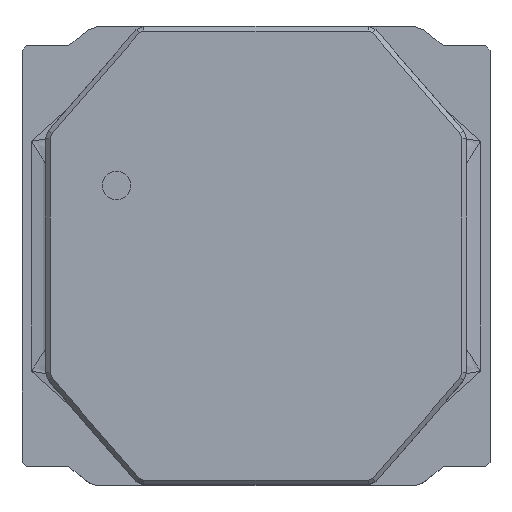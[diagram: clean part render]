
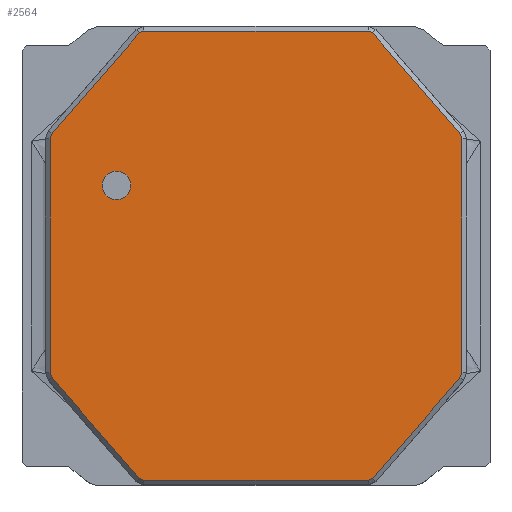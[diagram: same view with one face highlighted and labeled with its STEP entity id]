
A CAD part, top view. The second image highlights one B-rep face of the part: STEP entity #2564.
In plain terms, the highlighted planar face has unit normal (0, 0, 1).
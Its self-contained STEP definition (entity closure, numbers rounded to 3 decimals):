
#1253 = VERTEX_POINT('',#1254);
#1254 = CARTESIAN_POINT('',(2.2,1.25,4.1));
#1260 = EDGE_CURVE('',#1253,#1261,#1263,.T.);
#1261 = VERTEX_POINT('',#1262);
#1262 = CARTESIAN_POINT('',(2.2,-1.25,4.1));
#1263 = LINE('',#1264,#1265);
#1264 = CARTESIAN_POINT('',(2.2,1.3,4.1));
#1265 = VECTOR('',#1266,1.);
#1266 = DIRECTION('',(0.,-1.,0.));
#2314 = VERTEX_POINT('',#2315);
#2315 = CARTESIAN_POINT('',(2.179,1.305,4.1));
#2323 = VERTEX_POINT('',#2324);
#2324 = CARTESIAN_POINT('',(1.245,2.379,4.1));
#2330 = EDGE_CURVE('',#2314,#2323,#2331,.T.);
#2331 = LINE('',#2332,#2333);
#2332 = CARTESIAN_POINT('',(2.212,1.267,4.1));
#2333 = VECTOR('',#2334,1.);
#2334 = DIRECTION('',(-0.656,0.755,0.));
#2552 = EDGE_CURVE('',#1253,#2314,#2553,.T.);
#2553 = LINE('',#2554,#2555);
#2554 = CARTESIAN_POINT('',(2.27,1.063,4.1));
#2555 = VECTOR('',#2556,1.);
#2556 = DIRECTION('',(-0.35,0.937,0.));
#2564 = ADVANCED_FACE('',(#2565,#2672),#2683,.F.);
#2565 = FACE_BOUND('',#2566,.F.);
#2566 = EDGE_LOOP('',(#2567,#2568,#2576,#2584,#2592,#2600,#2608,#2616,
    #2624,#2632,#2640,#2648,#2656,#2664,#2670,#2671));
#2567 = ORIENTED_EDGE('',*,*,#1260,.T.);
#2568 = ORIENTED_EDGE('',*,*,#2569,.T.);
#2569 = EDGE_CURVE('',#1261,#2570,#2572,.T.);
#2570 = VERTEX_POINT('',#2571);
#2571 = CARTESIAN_POINT('',(2.179,-1.305,4.1));
#2572 = LINE('',#2573,#2574);
#2573 = CARTESIAN_POINT('',(2.27,-1.063,4.1));
#2574 = VECTOR('',#2575,1.);
#2575 = DIRECTION('',(-0.35,-0.937,0.));
#2576 = ORIENTED_EDGE('',*,*,#2577,.F.);
#2577 = EDGE_CURVE('',#2578,#2570,#2580,.T.);
#2578 = VERTEX_POINT('',#2579);
#2579 = CARTESIAN_POINT('',(1.245,-2.379,4.1));
#2580 = LINE('',#2581,#2582);
#2581 = CARTESIAN_POINT('',(1.212,-2.417,4.1));
#2582 = VECTOR('',#2583,1.);
#2583 = DIRECTION('',(0.656,0.755,0.));
#2584 = ORIENTED_EDGE('',*,*,#2585,.T.);
#2585 = EDGE_CURVE('',#2578,#2586,#2588,.T.);
#2586 = VERTEX_POINT('',#2587);
#2587 = CARTESIAN_POINT('',(1.2,-2.4,4.1));
#2588 = LINE('',#2589,#2590);
#2589 = CARTESIAN_POINT('',(1.178,-2.41,4.1));
#2590 = VECTOR('',#2591,1.);
#2591 = DIRECTION('',(-0.91,-0.415,0.));
#2592 = ORIENTED_EDGE('',*,*,#2593,.F.);
#2593 = EDGE_CURVE('',#2594,#2586,#2596,.T.);
#2594 = VERTEX_POINT('',#2595);
#2595 = CARTESIAN_POINT('',(-1.2,-2.4,4.1));
#2596 = LINE('',#2597,#2598);
#2597 = CARTESIAN_POINT('',(-1.25,-2.4,4.1));
#2598 = VECTOR('',#2599,1.);
#2599 = DIRECTION('',(1.,0.,0.));
#2600 = ORIENTED_EDGE('',*,*,#2601,.T.);
#2601 = EDGE_CURVE('',#2594,#2602,#2604,.T.);
#2602 = VERTEX_POINT('',#2603);
#2603 = CARTESIAN_POINT('',(-1.245,-2.379,4.1));
#2604 = LINE('',#2605,#2606);
#2605 = CARTESIAN_POINT('',(-1.156,-2.42,4.1));
#2606 = VECTOR('',#2607,1.);
#2607 = DIRECTION('',(-0.91,0.415,0.));
#2608 = ORIENTED_EDGE('',*,*,#2609,.F.);
#2609 = EDGE_CURVE('',#2610,#2602,#2612,.T.);
#2610 = VERTEX_POINT('',#2611);
#2611 = CARTESIAN_POINT('',(-2.179,-1.305,4.1));
#2612 = LINE('',#2613,#2614);
#2613 = CARTESIAN_POINT('',(-2.212,-1.267,4.1));
#2614 = VECTOR('',#2615,1.);
#2615 = DIRECTION('',(0.656,-0.755,0.));
#2616 = ORIENTED_EDGE('',*,*,#2617,.T.);
#2617 = EDGE_CURVE('',#2610,#2618,#2620,.T.);
#2618 = VERTEX_POINT('',#2619);
#2619 = CARTESIAN_POINT('',(-2.2,-1.25,4.1));
#2620 = LINE('',#2621,#2622);
#2621 = CARTESIAN_POINT('',(-2.26,-1.09,4.1));
#2622 = VECTOR('',#2623,1.);
#2623 = DIRECTION('',(-0.35,0.937,0.));
#2624 = ORIENTED_EDGE('',*,*,#2625,.T.);
#2625 = EDGE_CURVE('',#2618,#2626,#2628,.T.);
#2626 = VERTEX_POINT('',#2627);
#2627 = CARTESIAN_POINT('',(-2.2,1.25,4.1));
#2628 = LINE('',#2629,#2630);
#2629 = CARTESIAN_POINT('',(-2.2,-1.3,4.1));
#2630 = VECTOR('',#2631,1.);
#2631 = DIRECTION('',(0.,1.,0.));
#2632 = ORIENTED_EDGE('',*,*,#2633,.T.);
#2633 = EDGE_CURVE('',#2626,#2634,#2636,.T.);
#2634 = VERTEX_POINT('',#2635);
#2635 = CARTESIAN_POINT('',(-2.179,1.305,4.1));
#2636 = LINE('',#2637,#2638);
#2637 = CARTESIAN_POINT('',(-2.27,1.063,4.1));
#2638 = VECTOR('',#2639,1.);
#2639 = DIRECTION('',(0.35,0.937,0.));
#2640 = ORIENTED_EDGE('',*,*,#2641,.F.);
#2641 = EDGE_CURVE('',#2642,#2634,#2644,.T.);
#2642 = VERTEX_POINT('',#2643);
#2643 = CARTESIAN_POINT('',(-1.245,2.379,4.1));
#2644 = LINE('',#2645,#2646);
#2645 = CARTESIAN_POINT('',(-1.212,2.417,4.1));
#2646 = VECTOR('',#2647,1.);
#2647 = DIRECTION('',(-0.656,-0.755,0.));
#2648 = ORIENTED_EDGE('',*,*,#2649,.T.);
#2649 = EDGE_CURVE('',#2642,#2650,#2652,.T.);
#2650 = VERTEX_POINT('',#2651);
#2651 = CARTESIAN_POINT('',(-1.2,2.4,4.1));
#2652 = LINE('',#2653,#2654);
#2653 = CARTESIAN_POINT('',(-1.178,2.41,4.1));
#2654 = VECTOR('',#2655,1.);
#2655 = DIRECTION('',(0.91,0.415,0.));
#2656 = ORIENTED_EDGE('',*,*,#2657,.T.);
#2657 = EDGE_CURVE('',#2650,#2658,#2660,.T.);
#2658 = VERTEX_POINT('',#2659);
#2659 = CARTESIAN_POINT('',(1.2,2.4,4.1));
#2660 = LINE('',#2661,#2662);
#2661 = CARTESIAN_POINT('',(-1.25,2.4,4.1));
#2662 = VECTOR('',#2663,1.);
#2663 = DIRECTION('',(1.,0.,0.));
#2664 = ORIENTED_EDGE('',*,*,#2665,.T.);
#2665 = EDGE_CURVE('',#2658,#2323,#2666,.T.);
#2666 = LINE('',#2667,#2668);
#2667 = CARTESIAN_POINT('',(1.156,2.42,4.1));
#2668 = VECTOR('',#2669,1.);
#2669 = DIRECTION('',(0.91,-0.415,0.));
#2670 = ORIENTED_EDGE('',*,*,#2330,.F.);
#2671 = ORIENTED_EDGE('',*,*,#2552,.F.);
#2672 = FACE_BOUND('',#2673,.F.);
#2673 = EDGE_LOOP('',(#2674));
#2674 = ORIENTED_EDGE('',*,*,#2675,.T.);
#2675 = EDGE_CURVE('',#2676,#2676,#2678,.T.);
#2676 = VERTEX_POINT('',#2677);
#2677 = CARTESIAN_POINT('',(-1.339,0.751,4.1));
#2678 = CIRCLE('',#2679,0.152);
#2679 = AXIS2_PLACEMENT_3D('',#2680,#2681,#2682);
#2680 = CARTESIAN_POINT('',(-1.491,0.751,4.1));
#2681 = DIRECTION('',(0.,0.,1.));
#2682 = DIRECTION('',(1.,0.,0.));
#2683 = PLANE('',#2684);
#2684 = AXIS2_PLACEMENT_3D('',#2685,#2686,#2687);
#2685 = CARTESIAN_POINT('',(0.,0.,4.1));
#2686 = DIRECTION('',(-0.,-0.,-1.));
#2687 = DIRECTION('',(-1.,0.,0.));
